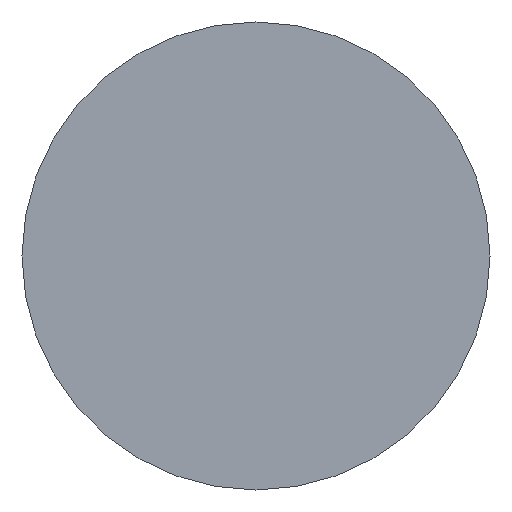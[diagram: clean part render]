
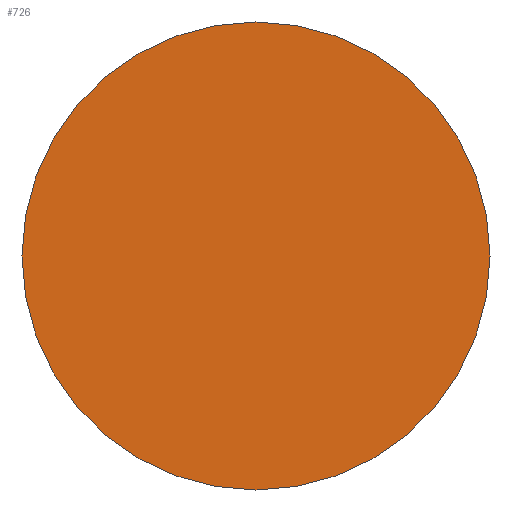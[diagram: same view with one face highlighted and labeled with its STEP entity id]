
A CAD part, front view. The second image highlights one B-rep face of the part: STEP entity #726.
In plain terms, the highlighted planar face has unit normal (0, -1, 0).
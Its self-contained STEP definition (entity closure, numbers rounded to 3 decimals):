
#148=FACE_OUTER_BOUND('',#196,.T.);
#196=EDGE_LOOP('',(#542));
#264=CIRCLE('',#823,22.5);
#324=VERTEX_POINT('',#1211);
#402=EDGE_CURVE('',#324,#324,#264,.T.);
#542=ORIENTED_EDGE('',*,*,#402,.T.);
#703=PLANE('',#824);
#726=ADVANCED_FACE('',(#148),#703,.T.);
#823=AXIS2_PLACEMENT_3D('',#1212,#979,#980);
#824=AXIS2_PLACEMENT_3D('',#1214,#982,#983);
#979=DIRECTION('center_axis',(0.,-1.,0.));
#980=DIRECTION('ref_axis',(1.,0.,0.));
#982=DIRECTION('center_axis',(0.,-1.,0.));
#983=DIRECTION('ref_axis',(-1.,0.,0.));
#1211=CARTESIAN_POINT('',(0.,0.,22.5));
#1212=CARTESIAN_POINT('Origin',(0.,0.,0.));
#1214=CARTESIAN_POINT('Origin',(0.,0.,-22.1));
